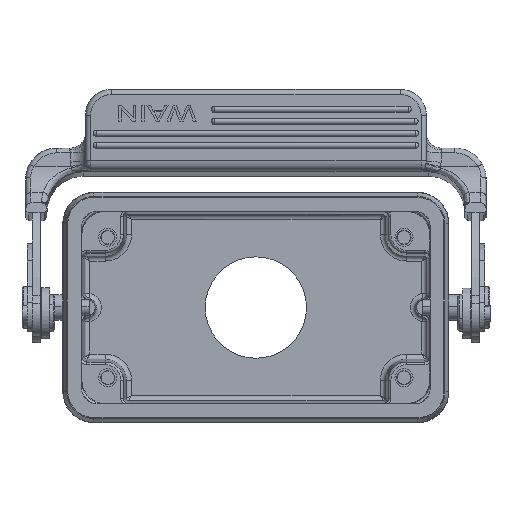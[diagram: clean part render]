
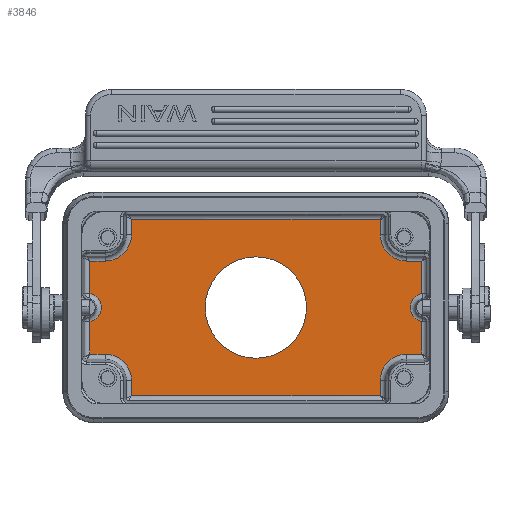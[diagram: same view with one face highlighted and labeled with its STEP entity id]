
A CAD part, front view. The second image highlights one B-rep face of the part: STEP entity #3846.
In plain terms, the highlighted planar face has unit normal (0, -1, 0).
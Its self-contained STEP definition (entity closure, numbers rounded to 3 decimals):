
#2473=FACE_BOUND('',#7358,.T.);
#2474=FACE_BOUND('',#7359,.T.);
#3009=CIRCLE('',#26481,5.054);
#3023=CIRCLE('',#26521,5.054);
#3026=CIRCLE('',#26528,9.75);
#3027=CIRCLE('',#26529,2.772);
#3028=CIRCLE('',#26530,5.054);
#3029=CIRCLE('',#26531,2.772);
#3030=CIRCLE('',#26532,5.054);
#3846=ADVANCED_FACE('',(#2473,#2474),#4965,.T.);
#4965=PLANE('',#26533);
#7358=EDGE_LOOP('',(#11333));
#7359=EDGE_LOOP('',(#11334,#11335,#11336,#11337,#11338,#11339,#11340,#11341,
#11342,#11343,#11344,#11345,#11346,#11347,#11348,#11349,#11350,#11351,#11352,
#11353));
#11333=ORIENTED_EDGE('',*,*,#20136,.F.);
#11334=ORIENTED_EDGE('',*,*,#20137,.F.);
#11335=ORIENTED_EDGE('',*,*,#20138,.T.);
#11336=ORIENTED_EDGE('',*,*,#20059,.T.);
#11337=ORIENTED_EDGE('',*,*,#20052,.F.);
#11338=ORIENTED_EDGE('',*,*,#20050,.T.);
#11339=ORIENTED_EDGE('',*,*,#20139,.T.);
#11340=ORIENTED_EDGE('',*,*,#20140,.T.);
#11341=ORIENTED_EDGE('',*,*,#20141,.F.);
#11342=ORIENTED_EDGE('',*,*,#20142,.T.);
#11343=ORIENTED_EDGE('',*,*,#20143,.T.);
#11344=ORIENTED_EDGE('',*,*,#20144,.F.);
#11345=ORIENTED_EDGE('',*,*,#20113,.T.);
#11346=ORIENTED_EDGE('',*,*,#20124,.T.);
#11347=ORIENTED_EDGE('',*,*,#20127,.F.);
#11348=ORIENTED_EDGE('',*,*,#20135,.T.);
#11349=ORIENTED_EDGE('',*,*,#20145,.T.);
#11350=ORIENTED_EDGE('',*,*,#20146,.T.);
#11351=ORIENTED_EDGE('',*,*,#20147,.F.);
#11352=ORIENTED_EDGE('',*,*,#20148,.T.);
#11353=ORIENTED_EDGE('',*,*,#20149,.T.);
#17099=VERTEX_POINT('',#39805);
#17101=VERTEX_POINT('',#39947);
#17102=VERTEX_POINT('',#39951);
#17105=VERTEX_POINT('',#39964);
#17140=VERTEX_POINT('',#40306);
#17141=VERTEX_POINT('',#40307);
#17147=VERTEX_POINT('',#40467);
#17148=VERTEX_POINT('',#40471);
#17153=VERTEX_POINT('',#40495);
#17154=VERTEX_POINT('',#40499);
#17155=VERTEX_POINT('',#40501);
#17156=VERTEX_POINT('',#40502);
#17157=VERTEX_POINT('',#40505);
#17158=VERTEX_POINT('',#40507);
#17159=VERTEX_POINT('',#40509);
#17160=VERTEX_POINT('',#40511);
#17161=VERTEX_POINT('',#40513);
#17162=VERTEX_POINT('',#40516);
#17163=VERTEX_POINT('',#40518);
#17164=VERTEX_POINT('',#40520);
#17165=VERTEX_POINT('',#40522);
#20050=EDGE_CURVE('',#17101,#17099,#22843,.T.);
#20052=EDGE_CURVE('',#17101,#17102,#3009,.T.);
#20059=EDGE_CURVE('',#17105,#17102,#22848,.T.);
#20113=EDGE_CURVE('',#17140,#17141,#22867,.T.);
#20124=EDGE_CURVE('',#17141,#17147,#22872,.T.);
#20127=EDGE_CURVE('',#17148,#17147,#3023,.T.);
#20135=EDGE_CURVE('',#17148,#17153,#22877,.T.);
#20136=EDGE_CURVE('',#17154,#17154,#3026,.T.);
#20137=EDGE_CURVE('',#17155,#17156,#3027,.T.);
#20138=EDGE_CURVE('',#17155,#17105,#22878,.T.);
#20139=EDGE_CURVE('',#17099,#17157,#22879,.T.);
#20140=EDGE_CURVE('',#17157,#17158,#22880,.T.);
#20141=EDGE_CURVE('',#17159,#17158,#3028,.T.);
#20142=EDGE_CURVE('',#17159,#17160,#22881,.T.);
#20143=EDGE_CURVE('',#17160,#17161,#22882,.T.);
#20144=EDGE_CURVE('',#17140,#17161,#3029,.T.);
#20145=EDGE_CURVE('',#17153,#17162,#22883,.T.);
#20146=EDGE_CURVE('',#17162,#17163,#22884,.T.);
#20147=EDGE_CURVE('',#17164,#17163,#3030,.T.);
#20148=EDGE_CURVE('',#17164,#17165,#22885,.T.);
#20149=EDGE_CURVE('',#17165,#17156,#22886,.T.);
#22843=LINE('',#39946,#24495);
#22848=LINE('',#39963,#24500);
#22867=LINE('',#40305,#24519);
#22872=LINE('',#40466,#24524);
#22877=LINE('',#40496,#24529);
#22878=LINE('',#40503,#24530);
#22879=LINE('',#40504,#24531);
#22880=LINE('',#40506,#24532);
#22881=LINE('',#40510,#24533);
#22882=LINE('',#40512,#24534);
#22883=LINE('',#40515,#24535);
#22884=LINE('',#40517,#24536);
#22885=LINE('',#40521,#24537);
#22886=LINE('',#40523,#24538);
#24495=VECTOR('',#29991,1.);
#24500=VECTOR('',#30012,1.);
#24519=VECTOR('',#30079,1.);
#24524=VECTOR('',#30098,1.);
#24529=VECTOR('',#30121,1.);
#24530=VECTOR('',#30128,1.);
#24531=VECTOR('',#30129,1.);
#24532=VECTOR('',#30130,1.);
#24533=VECTOR('',#30133,1.);
#24534=VECTOR('',#30134,1.);
#24535=VECTOR('',#30137,1.);
#24536=VECTOR('',#30138,1.);
#24537=VECTOR('',#30141,1.);
#24538=VECTOR('',#30142,1.);
#26481=AXIS2_PLACEMENT_3D('',#39950,#29996,#29997);
#26521=AXIS2_PLACEMENT_3D('',#40473,#30105,#30106);
#26528=AXIS2_PLACEMENT_3D('',#40498,#30124,#30125);
#26529=AXIS2_PLACEMENT_3D('',#40500,#30126,#30127);
#26530=AXIS2_PLACEMENT_3D('',#40508,#30131,#30132);
#26531=AXIS2_PLACEMENT_3D('',#40514,#30135,#30136);
#26532=AXIS2_PLACEMENT_3D('',#40519,#30139,#30140);
#26533=AXIS2_PLACEMENT_3D('',#40524,#30143,#30144);
#29991=DIRECTION('',(0.,0.,1.));
#29996=DIRECTION('',(0.,-1.,0.));
#29997=DIRECTION('',(-1.,0.,0.));
#30012=DIRECTION('',(-1.,0.,0.));
#30079=DIRECTION('',(0.,0.,-1.));
#30098=DIRECTION('',(1.,0.,0.));
#30105=DIRECTION('',(0.,-1.,0.));
#30106=DIRECTION('',(1.,0.,0.));
#30121=DIRECTION('',(0.,0.,-1.));
#30124=DIRECTION('',(0.,-1.,0.));
#30125=DIRECTION('',(0.,0.,-1.));
#30126=DIRECTION('',(0.,-1.,0.));
#30127=DIRECTION('',(-0.2,0.,0.98));
#30128=DIRECTION('',(0.,0.,1.));
#30129=DIRECTION('',(-1.,0.,0.));
#30130=DIRECTION('',(0.,0.,-1.));
#30131=DIRECTION('',(0.,-1.,0.));
#30132=DIRECTION('',(0.,0.,-1.));
#30133=DIRECTION('',(-1.,0.,0.));
#30134=DIRECTION('',(0.,0.,-1.));
#30135=DIRECTION('',(0.,-1.,0.));
#30136=DIRECTION('',(0.2,0.,-0.98));
#30137=DIRECTION('',(1.,0.,0.));
#30138=DIRECTION('',(0.,0.,1.));
#30139=DIRECTION('',(0.,-1.,0.));
#30140=DIRECTION('',(0.,0.,1.));
#30141=DIRECTION('',(1.,0.,0.));
#30142=DIRECTION('',(0.,0.,1.));
#30143=DIRECTION('',(0.,-1.,0.));
#30144=DIRECTION('',(0.,0.,-1.));
#39805=CARTESIAN_POINT('',(23.947,19.35,16.947));
#39946=CARTESIAN_POINT('',(23.946,19.35,14.));
#39947=CARTESIAN_POINT('',(23.947,19.35,14.));
#39950=CARTESIAN_POINT('',(29.,19.35,14.));
#39951=CARTESIAN_POINT('',(29.,19.35,8.947));
#39963=CARTESIAN_POINT('',(31.947,19.35,8.947));
#39964=CARTESIAN_POINT('',(31.947,19.35,8.947));
#40305=CARTESIAN_POINT('',(-31.947,19.35,-2.716));
#40306=CARTESIAN_POINT('',(-31.947,19.35,-2.716));
#40307=CARTESIAN_POINT('',(-31.947,19.35,-8.947));
#40466=CARTESIAN_POINT('',(-31.947,19.35,-8.947));
#40467=CARTESIAN_POINT('',(-29.,19.35,-8.946));
#40471=CARTESIAN_POINT('',(-23.946,19.35,-14.));
#40473=CARTESIAN_POINT('',(-29.,19.35,-14.));
#40495=CARTESIAN_POINT('',(-23.947,19.35,-16.947));
#40496=CARTESIAN_POINT('',(-23.946,19.35,-14.));
#40498=CARTESIAN_POINT('',(0.,19.35,0.));
#40499=CARTESIAN_POINT('',(0.,19.35,-9.75));
#40500=CARTESIAN_POINT('',(32.5,19.35,0.));
#40501=CARTESIAN_POINT('',(31.947,19.35,2.716));
#40502=CARTESIAN_POINT('',(31.947,19.35,-2.717));
#40503=CARTESIAN_POINT('',(31.947,19.35,2.716));
#40504=CARTESIAN_POINT('',(23.947,19.35,16.947));
#40505=CARTESIAN_POINT('',(-23.947,19.35,16.947));
#40506=CARTESIAN_POINT('',(-23.947,19.35,16.947));
#40507=CARTESIAN_POINT('',(-23.946,19.35,14.));
#40508=CARTESIAN_POINT('',(-29.,19.35,14.));
#40509=CARTESIAN_POINT('',(-29.,19.35,8.946));
#40510=CARTESIAN_POINT('',(-29.,19.35,8.946));
#40511=CARTESIAN_POINT('',(-31.947,19.35,8.947));
#40512=CARTESIAN_POINT('',(-31.947,19.35,8.947));
#40513=CARTESIAN_POINT('',(-31.947,19.35,2.717));
#40514=CARTESIAN_POINT('',(-32.5,19.35,0.));
#40515=CARTESIAN_POINT('',(-23.947,19.35,-16.947));
#40516=CARTESIAN_POINT('',(23.947,19.35,-16.947));
#40517=CARTESIAN_POINT('',(23.947,19.35,-16.947));
#40518=CARTESIAN_POINT('',(23.946,19.35,-14.));
#40519=CARTESIAN_POINT('',(29.,19.35,-14.));
#40520=CARTESIAN_POINT('',(29.,19.35,-8.946));
#40521=CARTESIAN_POINT('',(29.,19.35,-8.946));
#40522=CARTESIAN_POINT('',(31.947,19.35,-8.947));
#40523=CARTESIAN_POINT('',(31.947,19.35,-8.947));
#40524=CARTESIAN_POINT('',(0.,19.35,-21.5));
